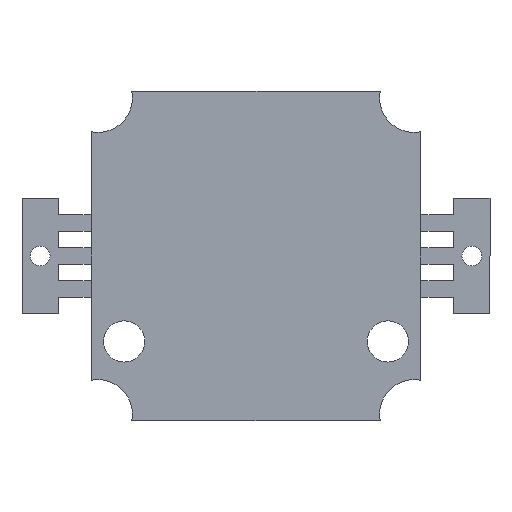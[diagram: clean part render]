
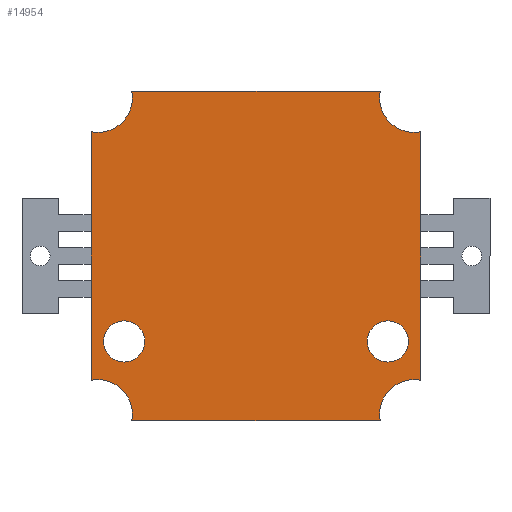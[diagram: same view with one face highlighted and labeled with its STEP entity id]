
A CAD part, front view. The second image highlights one B-rep face of the part: STEP entity #14954.
In plain terms, the highlighted planar face has unit normal (0, -1, 0).
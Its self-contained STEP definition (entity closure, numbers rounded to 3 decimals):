
#26 = VERTEX_POINT ( 'NONE', #8371 ) ;
#175 = CIRCLE ( 'NONE', #13938, 2.1 ) ;
#237 = DIRECTION ( 'NONE',  ( 0., 1., 0. ) ) ;
#326 = ORIENTED_EDGE ( 'NONE', *, *, #11299, .F. ) ;
#410 = CARTESIAN_POINT ( 'NONE',  ( 20., 0., -17.538 ) ) ;
#479 = EDGE_CURVE ( 'NONE', #1695, #6765, #3832, .T. ) ;
#543 = EDGE_CURVE ( 'NONE', #6765, #1695, #7539, .T. ) ;
#574 = DIRECTION ( 'NONE',  ( 0., 1., 0. ) ) ;
#641 = CIRCLE ( 'NONE', #2859, 2.1 ) ;
#655 = DIRECTION ( 'NONE',  ( 0., 1., 0. ) ) ;
#701 = FACE_BOUND ( 'NONE', #10848, .T. ) ;
#1042 = CARTESIAN_POINT ( 'NONE',  ( 17.538, 0., 0. ) ) ;
#1187 = CIRCLE ( 'NONE', #7389, 1.25 ) ;
#1339 = DIRECTION ( 'NONE',  ( 0., 1., 0. ) ) ;
#1386 = AXIS2_PLACEMENT_3D ( 'NONE', #6967, #8437, #11858 ) ;
#1387 = AXIS2_PLACEMENT_3D ( 'NONE', #5613, #14916, #11590 ) ;
#1514 = VERTEX_POINT ( 'NONE', #410 ) ;
#1605 = VECTOR ( 'NONE', #14070, 1000. ) ;
#1695 = VERTEX_POINT ( 'NONE', #13579 ) ;
#1907 = CARTESIAN_POINT ( 'NONE',  ( 0.4, 0., -17.5 ) ) ;
#1974 = EDGE_CURVE ( 'NONE', #14787, #7061, #1187, .T. ) ;
#2009 = ORIENTED_EDGE ( 'NONE', *, *, #12291, .F. ) ;
#2031 = CARTESIAN_POINT ( 'NONE',  ( 0., 0., -17.538 ) ) ;
#2056 = DIRECTION ( 'NONE',  ( 0., 0., 1. ) ) ;
#2113 = AXIS2_PLACEMENT_3D ( 'NONE', #11201, #655, #2887 ) ;
#2133 = DIRECTION ( 'NONE',  ( 0., 0., 1. ) ) ;
#2175 = ORIENTED_EDGE ( 'NONE', *, *, #2206, .T. ) ;
#2206 = EDGE_CURVE ( 'NONE', #4477, #8485, #3192, .T. ) ;
#2282 = CARTESIAN_POINT ( 'NONE',  ( 2., 0., -15.183 ) ) ;
#2637 = LINE ( 'NONE', #9903, #7470 ) ;
#2859 = AXIS2_PLACEMENT_3D ( 'NONE', #6659, #15037, #2946 ) ;
#2887 = DIRECTION ( 'NONE',  ( 0., 0., 1. ) ) ;
#2946 = DIRECTION ( 'NONE',  ( 0., 0., -1. ) ) ;
#3111 = CIRCLE ( 'NONE', #1387, 2.1 ) ;
#3192 = CIRCLE ( 'NONE', #6411, 2.1 ) ;
#3510 = DIRECTION ( 'NONE',  ( 0., 0., 1. ) ) ;
#3544 = VERTEX_POINT ( 'NONE', #1907 ) ;
#3667 = EDGE_CURVE ( 'NONE', #6705, #5977, #12331, .T. ) ;
#3717 = EDGE_LOOP ( 'NONE', ( #15164, #7066 ) ) ;
#3832 = CIRCLE ( 'NONE', #2113, 1.25 ) ;
#3922 = CARTESIAN_POINT ( 'NONE',  ( 19.6, 0., -0.4 ) ) ;
#3944 = DIRECTION ( 'NONE',  ( 0., 0., -1. ) ) ;
#4349 = PLANE ( 'NONE',  #1386 ) ;
#4378 = DIRECTION ( 'NONE',  ( 0., 0., 1. ) ) ;
#4477 = VERTEX_POINT ( 'NONE', #8618 ) ;
#4587 = DIRECTION ( 'NONE',  ( 0., -1., 0. ) ) ;
#4718 = DIRECTION ( 'NONE',  ( 0., -1., 0. ) ) ;
#5613 = CARTESIAN_POINT ( 'NONE',  ( 0.4, 0., -19.6 ) ) ;
#5977 = VERTEX_POINT ( 'NONE', #13884 ) ;
#5984 = EDGE_CURVE ( 'NONE', #7061, #14787, #12413, .T. ) ;
#6411 = AXIS2_PLACEMENT_3D ( 'NONE', #3922, #7562, #13450 ) ;
#6434 = EDGE_CURVE ( 'NONE', #6705, #8485, #6819, .T. ) ;
#6583 = FACE_BOUND ( 'NONE', #3717, .T. ) ;
#6659 = CARTESIAN_POINT ( 'NONE',  ( 19.6, 0., -19.6 ) ) ;
#6705 = VERTEX_POINT ( 'NONE', #10629 ) ;
#6765 = VERTEX_POINT ( 'NONE', #8168 ) ;
#6819 = LINE ( 'NONE', #7260, #14397 ) ;
#6874 = ORIENTED_EDGE ( 'NONE', *, *, #7601, .F. ) ;
#6896 = DIRECTION ( 'NONE',  ( 1., 0., 0. ) ) ;
#6937 = ORIENTED_EDGE ( 'NONE', *, *, #14338, .F. ) ;
#6967 = CARTESIAN_POINT ( 'NONE',  ( 0., 0., 0. ) ) ;
#7061 = VERTEX_POINT ( 'NONE', #8992 ) ;
#7066 = ORIENTED_EDGE ( 'NONE', *, *, #479, .T. ) ;
#7218 = ORIENTED_EDGE ( 'NONE', *, *, #3667, .T. ) ;
#7260 = CARTESIAN_POINT ( 'NONE',  ( 0., 0., 0. ) ) ;
#7368 = ORIENTED_EDGE ( 'NONE', *, *, #1974, .T. ) ;
#7389 = AXIS2_PLACEMENT_3D ( 'NONE', #8600, #237, #13265 ) ;
#7439 = VECTOR ( 'NONE', #4378, 1000. ) ;
#7470 = VECTOR ( 'NONE', #3944, 1000. ) ;
#7539 = CIRCLE ( 'NONE', #11419, 1.25 ) ;
#7562 = DIRECTION ( 'NONE',  ( 0., 1., 0. ) ) ;
#7594 = AXIS2_PLACEMENT_3D ( 'NONE', #12959, #4587, #11564 ) ;
#7601 = EDGE_CURVE ( 'NONE', #1514, #8412, #641, .T. ) ;
#7719 = EDGE_CURVE ( 'NONE', #12706, #3544, #12962, .T. ) ;
#8081 = EDGE_CURVE ( 'NONE', #8412, #26, #175, .T. ) ;
#8119 = CARTESIAN_POINT ( 'NONE',  ( 2.462, 0., -20. ) ) ;
#8168 = CARTESIAN_POINT ( 'NONE',  ( 18., 0., -13.933 ) ) ;
#8371 = CARTESIAN_POINT ( 'NONE',  ( 17.538, 0., -20. ) ) ;
#8412 = VERTEX_POINT ( 'NONE', #15152 ) ;
#8437 = DIRECTION ( 'NONE',  ( 0., -1., 0. ) ) ;
#8485 = VERTEX_POINT ( 'NONE', #1042 ) ;
#8600 = CARTESIAN_POINT ( 'NONE',  ( 2., 0., -15.183 ) ) ;
#8618 = CARTESIAN_POINT ( 'NONE',  ( 20., 0., -2.462 ) ) ;
#8992 = CARTESIAN_POINT ( 'NONE',  ( 2., 0., -16.433 ) ) ;
#9433 = DIRECTION ( 'NONE',  ( 0., 0., -1. ) ) ;
#9685 = ORIENTED_EDGE ( 'NONE', *, *, #8081, .F. ) ;
#9846 = ORIENTED_EDGE ( 'NONE', *, *, #5984, .T. ) ;
#9903 = CARTESIAN_POINT ( 'NONE',  ( 20., 0., 0. ) ) ;
#9926 = AXIS2_PLACEMENT_3D ( 'NONE', #13118, #1339, #3510 ) ;
#10252 = LINE ( 'NONE', #14908, #7439 ) ;
#10629 = CARTESIAN_POINT ( 'NONE',  ( 2.462, 0., 0. ) ) ;
#10697 = EDGE_LOOP ( 'NONE', ( #2175, #12612, #7218, #326, #6937, #12407, #14109, #9685, #6874, #2009 ) ) ;
#10733 = AXIS2_PLACEMENT_3D ( 'NONE', #2282, #15049, #2133 ) ;
#10848 = EDGE_LOOP ( 'NONE', ( #7368, #9846 ) ) ;
#11126 = CARTESIAN_POINT ( 'NONE',  ( 18., 0., -15.183 ) ) ;
#11201 = CARTESIAN_POINT ( 'NONE',  ( 18., 0., -15.183 ) ) ;
#11299 = EDGE_CURVE ( 'NONE', #14915, #5977, #10252, .T. ) ;
#11419 = AXIS2_PLACEMENT_3D ( 'NONE', #11126, #574, #2056 ) ;
#11564 = DIRECTION ( 'NONE',  ( 0., 0., -1. ) ) ;
#11590 = DIRECTION ( 'NONE',  ( 0., 0., -1. ) ) ;
#11858 = DIRECTION ( 'NONE',  ( 0., 0., -1. ) ) ;
#12291 = EDGE_CURVE ( 'NONE', #4477, #1514, #2637, .T. ) ;
#12331 = CIRCLE ( 'NONE', #9926, 2.1 ) ;
#12407 = ORIENTED_EDGE ( 'NONE', *, *, #7719, .F. ) ;
#12413 = CIRCLE ( 'NONE', #10733, 1.25 ) ;
#12612 = ORIENTED_EDGE ( 'NONE', *, *, #6434, .F. ) ;
#12706 = VERTEX_POINT ( 'NONE', #8119 ) ;
#12959 = CARTESIAN_POINT ( 'NONE',  ( 0.4, 0., -19.6 ) ) ;
#12962 = CIRCLE ( 'NONE', #7594, 2.1 ) ;
#13109 = CARTESIAN_POINT ( 'NONE',  ( 2., 0., -13.933 ) ) ;
#13118 = CARTESIAN_POINT ( 'NONE',  ( 0.4, 0., -0.4 ) ) ;
#13233 = CARTESIAN_POINT ( 'NONE',  ( 0., 0., -20. ) ) ;
#13265 = DIRECTION ( 'NONE',  ( 0., 0., 1. ) ) ;
#13285 = EDGE_CURVE ( 'NONE', #26, #12706, #14150, .T. ) ;
#13450 = DIRECTION ( 'NONE',  ( 0., 0., 1. ) ) ;
#13579 = CARTESIAN_POINT ( 'NONE',  ( 18., 0., -16.433 ) ) ;
#13640 = FACE_OUTER_BOUND ( 'NONE', #10697, .T. ) ;
#13884 = CARTESIAN_POINT ( 'NONE',  ( 0., 0., -2.462 ) ) ;
#13938 = AXIS2_PLACEMENT_3D ( 'NONE', #15245, #4718, #9433 ) ;
#14070 = DIRECTION ( 'NONE',  ( -1., 0., 0. ) ) ;
#14109 = ORIENTED_EDGE ( 'NONE', *, *, #13285, .F. ) ;
#14150 = LINE ( 'NONE', #13233, #1605 ) ;
#14338 = EDGE_CURVE ( 'NONE', #3544, #14915, #3111, .T. ) ;
#14397 = VECTOR ( 'NONE', #6896, 1000. ) ;
#14787 = VERTEX_POINT ( 'NONE', #13109 ) ;
#14908 = CARTESIAN_POINT ( 'NONE',  ( 0., 0., 0. ) ) ;
#14915 = VERTEX_POINT ( 'NONE', #2031 ) ;
#14916 = DIRECTION ( 'NONE',  ( 0., -1., 0. ) ) ;
#14954 = ADVANCED_FACE ( 'NONE', ( #6583, #701, #13640 ), #4349, .T. ) ;
#15037 = DIRECTION ( 'NONE',  ( 0., -1., 0. ) ) ;
#15049 = DIRECTION ( 'NONE',  ( 0., 1., 0. ) ) ;
#15152 = CARTESIAN_POINT ( 'NONE',  ( 19.6, 0., -17.5 ) ) ;
#15164 = ORIENTED_EDGE ( 'NONE', *, *, #543, .T. ) ;
#15245 = CARTESIAN_POINT ( 'NONE',  ( 19.6, 0., -19.6 ) ) ;
